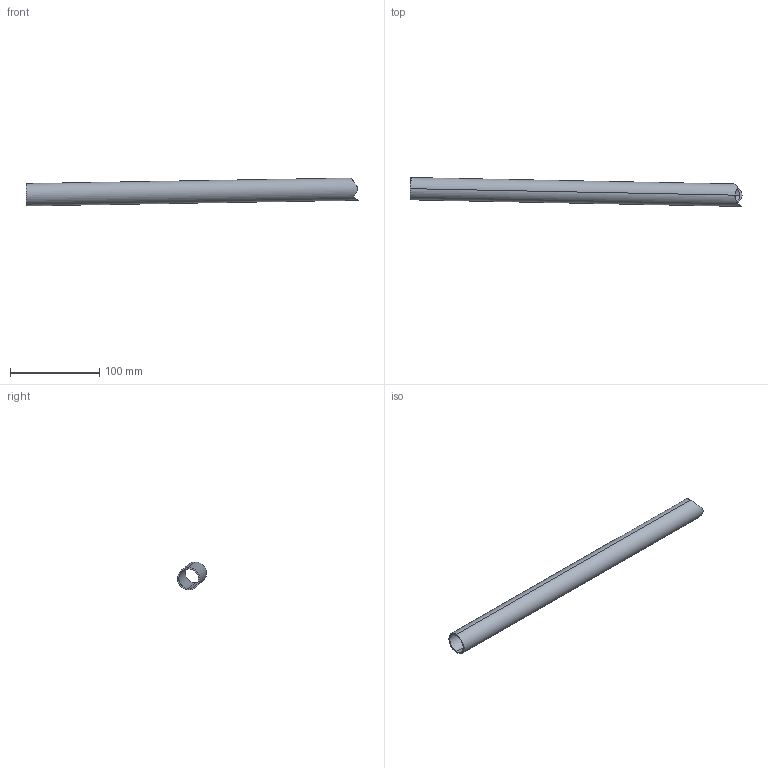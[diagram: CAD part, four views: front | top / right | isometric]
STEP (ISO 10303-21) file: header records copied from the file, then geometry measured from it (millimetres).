
FILE_DESCRIPTION(('CATIA V5 STEP Exchange'),'2;1');
FILE_NAME('8.stp','2023-02-18T21:02:58+00:00',('none'),('none'),'CATIA Version 5 Release 19 SP 2 (IN-10)','CATIA V5 STEP AP203','none');
FILE_SCHEMA(('CONFIG_CONTROL_DESIGN'));
Length unit declared in the file: millimetre
Products named in the file (1): Shape_565
Bounding box: 371.72 x 32.37 x 31.2 mm (x, y, z)
Volume: 40571 mm3; surface area: 54393.3 mm2
Topology: 2 solids, 2 shells, 15 faces, 37 edges, 24 vertices
Faces by surface type: cylinder 12, plane 3
Entity records: 641 total; most frequent: CARTESIAN_POINT 291, ORIENTED_EDGE 74, DIRECTION 42, EDGE_CURVE 37, VERTEX_POINT 22, AXIS2_PLACEMENT_3D 21, B_SPLINE_CURVE_WITH_KNOTS 19, ADVANCED_FACE 15
